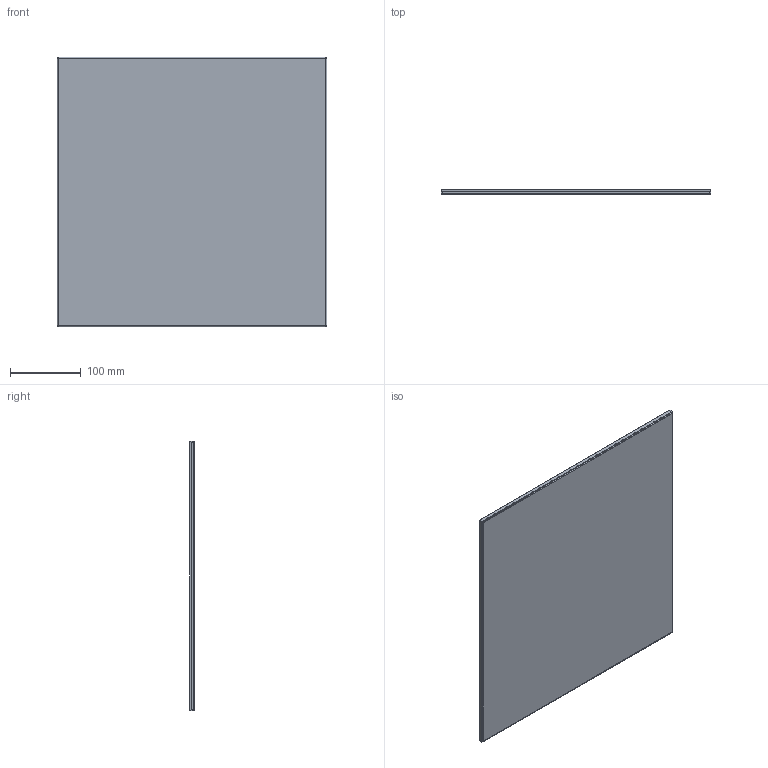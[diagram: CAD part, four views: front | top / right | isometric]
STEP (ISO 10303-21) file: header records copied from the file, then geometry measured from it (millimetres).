
FILE_DESCRIPTION (( 'STEP AP214' ), '1' );
FILE_NAME ('30352B.stp', '2016-04-27T07:01:30', ( '' ), ( '' ), 'SwSTEP 2.0', 'SolidWorks 2014', '' );
FILE_SCHEMA (( 'AUTOMOTIVE_DESIGN' ));
Length unit declared in the file: millimetre
Products named in the file (3): 43527B_Standard; 30352BT1_30352B; 30352B
Assembly tree (2 placements, depth 2):
  30352B
    30352BT1_30352B
    43527B_Standard
Bounding box: 382.5 x 7 x 382.5 mm (x, y, z)
Volume: 586788.9 mm3; surface area: 603643.1 mm2
Topology: 2 solids, 2 shells, 68 faces, 160 edges, 96 vertices
Faces by surface type: plane 60, cylinder 8
Entity records: 1994 total; most frequent: CARTESIAN_POINT 329, DIRECTION 322, ORIENTED_EDGE 320, EDGE_CURVE 160, VECTOR 144, LINE 144, VERTEX_POINT 96, AXIS2_PLACEMENT_3D 89
